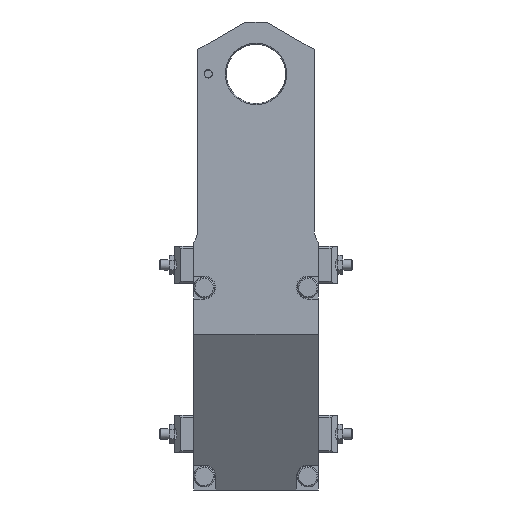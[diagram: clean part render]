
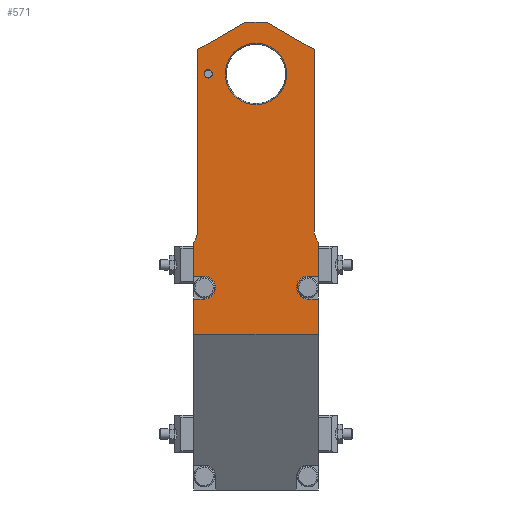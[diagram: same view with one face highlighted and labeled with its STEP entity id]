
A CAD part, left-side view. The second image highlights one B-rep face of the part: STEP entity #571.
In plain terms, the highlighted planar face has unit normal (-1, 0, 0).
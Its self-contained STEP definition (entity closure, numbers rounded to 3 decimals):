
#198=FACE_BOUND('',#1256,.T.);
#199=FACE_BOUND('',#1257,.T.);
#200=FACE_BOUND('',#1258,.T.);
#401=CIRCLE('',#4851,10.);
#402=CIRCLE('',#4858,10.);
#403=CIRCLE('',#4861,2.);
#404=CIRCLE('',#4862,5.5);
#405=CIRCLE('',#4863,5.5);
#406=CIRCLE('',#4864,14.806);
#571=ADVANCED_FACE('',(#198,#199,#200),#855,.T.);
#855=PLANE('',#4865);
#1256=EDGE_LOOP('',(#1759));
#1257=EDGE_LOOP('',(#1760,#1761,#1762,#1763,#1764,#1765,#1766,#1767,#1768,
#1769,#1770,#1771,#1772,#1773,#1774,#1775,#1776,#1777,#1778,#1779));
#1258=EDGE_LOOP('',(#1780));
#1759=ORIENTED_EDGE('',*,*,#3509,.F.);
#1760=ORIENTED_EDGE('',*,*,#3510,.F.);
#1761=ORIENTED_EDGE('',*,*,#3498,.T.);
#1762=ORIENTED_EDGE('',*,*,#3502,.T.);
#1763=ORIENTED_EDGE('',*,*,#3504,.T.);
#1764=ORIENTED_EDGE('',*,*,#3491,.F.);
#1765=ORIENTED_EDGE('',*,*,#3511,.T.);
#1766=ORIENTED_EDGE('',*,*,#3507,.T.);
#1767=ORIENTED_EDGE('',*,*,#3512,.T.);
#1768=ORIENTED_EDGE('',*,*,#3470,.T.);
#1769=ORIENTED_EDGE('',*,*,#3484,.T.);
#1770=ORIENTED_EDGE('',*,*,#3481,.F.);
#1771=ORIENTED_EDGE('',*,*,#3475,.F.);
#1772=ORIENTED_EDGE('',*,*,#3513,.T.);
#1773=ORIENTED_EDGE('',*,*,#3514,.F.);
#1774=ORIENTED_EDGE('',*,*,#3515,.F.);
#1775=ORIENTED_EDGE('',*,*,#3425,.F.);
#1776=ORIENTED_EDGE('',*,*,#3516,.T.);
#1777=ORIENTED_EDGE('',*,*,#3413,.T.);
#1778=ORIENTED_EDGE('',*,*,#3517,.T.);
#1779=ORIENTED_EDGE('',*,*,#3518,.T.);
#1780=ORIENTED_EDGE('',*,*,#3519,.T.);
#2970=VERTEX_POINT('',#6711);
#2971=VERTEX_POINT('',#6713);
#2982=VERTEX_POINT('',#6736);
#2983=VERTEX_POINT('',#6738);
#3021=VERTEX_POINT('',#6825);
#3022=VERTEX_POINT('',#6827);
#3026=VERTEX_POINT('',#6836);
#3027=VERTEX_POINT('',#6838);
#3032=VERTEX_POINT('',#6850);
#3037=VERTEX_POINT('',#6867);
#3038=VERTEX_POINT('',#6869);
#3044=VERTEX_POINT('',#6882);
#3045=VERTEX_POINT('',#6884);
#3047=VERTEX_POINT('',#6890);
#3050=VERTEX_POINT('',#6900);
#3051=VERTEX_POINT('',#6902);
#3052=VERTEX_POINT('',#6906);
#3053=VERTEX_POINT('',#6908);
#3054=VERTEX_POINT('',#6912);
#3055=VERTEX_POINT('',#6914);
#3056=VERTEX_POINT('',#6918);
#3057=VERTEX_POINT('',#6921);
#3413=EDGE_CURVE('',#2971,#2970,#4062,.T.);
#3425=EDGE_CURVE('',#2982,#2983,#4074,.T.);
#3470=EDGE_CURVE('',#3022,#3021,#4118,.T.);
#3475=EDGE_CURVE('',#3026,#3027,#4123,.T.);
#3481=EDGE_CURVE('',#3027,#3032,#4129,.T.);
#3484=EDGE_CURVE('',#3021,#3032,#401,.T.);
#3491=EDGE_CURVE('',#3037,#3038,#4137,.T.);
#3498=EDGE_CURVE('',#3045,#3044,#4144,.T.);
#3502=EDGE_CURVE('',#3044,#3047,#4148,.T.);
#3504=EDGE_CURVE('',#3047,#3038,#402,.T.);
#3507=EDGE_CURVE('',#3051,#3050,#4151,.T.);
#3509=EDGE_CURVE('',#3052,#3052,#403,.T.);
#3510=EDGE_CURVE('',#3045,#3053,#4153,.T.);
#3511=EDGE_CURVE('',#3037,#3051,#4154,.T.);
#3512=EDGE_CURVE('',#3050,#3022,#4155,.T.);
#3513=EDGE_CURVE('',#3026,#3054,#4156,.T.);
#3514=EDGE_CURVE('',#3055,#3054,#404,.T.);
#3515=EDGE_CURVE('',#2983,#3055,#4157,.T.);
#3516=EDGE_CURVE('',#2982,#2971,#4158,.T.);
#3517=EDGE_CURVE('',#2970,#3056,#4159,.T.);
#3518=EDGE_CURVE('',#3056,#3053,#405,.T.);
#3519=EDGE_CURVE('',#3057,#3057,#406,.T.);
#4062=LINE('',#6712,#4460);
#4074=LINE('',#6737,#4472);
#4118=LINE('',#6826,#4516);
#4123=LINE('',#6837,#4521);
#4129=LINE('',#6849,#4527);
#4137=LINE('',#6868,#4535);
#4144=LINE('',#6883,#4542);
#4148=LINE('',#6891,#4546);
#4151=LINE('',#6901,#4549);
#4153=LINE('',#6907,#4551);
#4154=LINE('',#6909,#4552);
#4155=LINE('',#6910,#4553);
#4156=LINE('',#6911,#4554);
#4157=LINE('',#6915,#4555);
#4158=LINE('',#6916,#4556);
#4159=LINE('',#6917,#4557);
#4460=VECTOR('',#5365,1.);
#4472=VECTOR('',#5379,1.);
#4516=VECTOR('',#5435,1.);
#4521=VECTOR('',#5442,1.);
#4527=VECTOR('',#5450,1.);
#4535=VECTOR('',#5468,1.);
#4542=VECTOR('',#5477,1.);
#4546=VECTOR('',#5483,1.);
#4549=VECTOR('',#5494,1.);
#4551=VECTOR('',#5500,1.);
#4552=VECTOR('',#5501,1.);
#4553=VECTOR('',#5502,1.);
#4554=VECTOR('',#5503,1.);
#4555=VECTOR('',#5506,1.);
#4556=VECTOR('',#5507,1.);
#4557=VECTOR('',#5508,1.);
#4851=AXIS2_PLACEMENT_3D('',#6854,#5456,#5457);
#4858=AXIS2_PLACEMENT_3D('',#6894,#5488,#5489);
#4861=AXIS2_PLACEMENT_3D('',#6905,#5498,#5499);
#4862=AXIS2_PLACEMENT_3D('',#6913,#5504,#5505);
#4863=AXIS2_PLACEMENT_3D('',#6919,#5509,#5510);
#4864=AXIS2_PLACEMENT_3D('',#6920,#5511,#5512);
#4865=AXIS2_PLACEMENT_3D('',#6922,#5513,#5514);
#5365=DIRECTION('',(0.,0.,1.));
#5379=DIRECTION('',(0.,0.,1.));
#5435=DIRECTION('',(0.,0.,-1.));
#5442=DIRECTION('',(0.,0.,1.));
#5450=DIRECTION('',(0.,-0.5,0.866));
#5456=DIRECTION('',(1.,0.,0.));
#5457=DIRECTION('',(0.,0.,-1.));
#5468=DIRECTION('',(0.,0.,-1.));
#5477=DIRECTION('',(0.,0.,1.));
#5483=DIRECTION('',(0.,0.5,0.866));
#5488=DIRECTION('',(1.,0.,0.));
#5489=DIRECTION('',(0.,0.,-1.));
#5494=DIRECTION('',(0.,1.,0.));
#5498=DIRECTION('',(-1.,0.,0.));
#5499=DIRECTION('',(0.,0.,1.));
#5500=DIRECTION('',(0.,1.,0.));
#5501=DIRECTION('',(0.,0.866,0.5));
#5502=DIRECTION('',(0.,0.866,-0.5));
#5503=DIRECTION('',(0.,-1.,0.));
#5504=DIRECTION('',(-1.,0.,0.));
#5505=DIRECTION('',(0.,0.,-1.));
#5506=DIRECTION('',(0.,-1.,0.));
#5507=DIRECTION('',(0.,-1.,0.));
#5508=DIRECTION('',(0.,1.,0.));
#5509=DIRECTION('',(1.,0.,0.));
#5510=DIRECTION('',(0.,0.,-1.));
#5511=DIRECTION('',(1.,0.,0.));
#5512=DIRECTION('',(0.,0.,-1.));
#5513=DIRECTION('',(-1.,0.,0.));
#5514=DIRECTION('',(0.,0.,-1.));
#6711=CARTESIAN_POINT('',(-100.,-30.,-26.2));
#6712=CARTESIAN_POINT('',(-100.,-30.,-118.2));
#6713=CARTESIAN_POINT('',(-100.,-30.,-43.2));
#6736=CARTESIAN_POINT('',(-100.,30.,-43.2));
#6737=CARTESIAN_POINT('',(-100.,30.,-118.2));
#6738=CARTESIAN_POINT('',(-100.,30.,-26.2));
#6825=CARTESIAN_POINT('',(-100.,28.,7.299));
#6826=CARTESIAN_POINT('',(-100.,28.,107.3));
#6827=CARTESIAN_POINT('',(-100.,28.,94.021));
#6836=CARTESIAN_POINT('',(-100.,30.,-15.2));
#6837=CARTESIAN_POINT('',(-100.,30.,-118.2));
#6838=CARTESIAN_POINT('',(-100.,30.,1.156));
#6849=CARTESIAN_POINT('',(-100.,74.183,-75.371));
#6850=CARTESIAN_POINT('',(-100.,29.34,2.299));
#6854=CARTESIAN_POINT('',(-100.,38.,7.299));
#6867=CARTESIAN_POINT('',(-100.,-28.,94.021));
#6868=CARTESIAN_POINT('',(-100.,-28.,107.3));
#6869=CARTESIAN_POINT('',(-100.,-28.,7.299));
#6882=CARTESIAN_POINT('',(-100.,-30.,1.156));
#6883=CARTESIAN_POINT('',(-100.,-30.,-118.2));
#6884=CARTESIAN_POINT('',(-100.,-30.,-15.2));
#6890=CARTESIAN_POINT('',(-100.,-29.34,2.299));
#6891=CARTESIAN_POINT('',(-100.,-28.,4.62));
#6894=CARTESIAN_POINT('',(-100.,-38.,7.299));
#6900=CARTESIAN_POINT('',(-100.,5.,107.3));
#6901=CARTESIAN_POINT('',(-100.,0.,107.3));
#6902=CARTESIAN_POINT('',(-100.,-5.,107.3));
#6905=CARTESIAN_POINT('',(-100.,23.,82.3));
#6906=CARTESIAN_POINT('',(-100.,23.,84.3));
#6907=CARTESIAN_POINT('',(-100.,-29.5,-15.2));
#6908=CARTESIAN_POINT('',(-100.,-25.,-15.2));
#6909=CARTESIAN_POINT('',(-100.,-98.894,53.09));
#6910=CARTESIAN_POINT('',(-100.,98.894,53.09));
#6911=CARTESIAN_POINT('',(-100.,29.5,-15.2));
#6912=CARTESIAN_POINT('',(-100.,25.,-15.2));
#6913=CARTESIAN_POINT('',(-100.,25.,-20.7));
#6914=CARTESIAN_POINT('',(-100.,25.,-26.2));
#6915=CARTESIAN_POINT('',(-100.,29.5,-26.2));
#6916=CARTESIAN_POINT('',(-100.,0.,-43.2));
#6917=CARTESIAN_POINT('',(-100.,-29.5,-26.2));
#6918=CARTESIAN_POINT('',(-100.,-25.,-26.2));
#6919=CARTESIAN_POINT('',(-100.,-25.,-20.7));
#6920=CARTESIAN_POINT('',(-100.,0.,82.3));
#6921=CARTESIAN_POINT('',(-100.,0.,67.494));
#6922=CARTESIAN_POINT('',(-100.,0.,-118.2));
